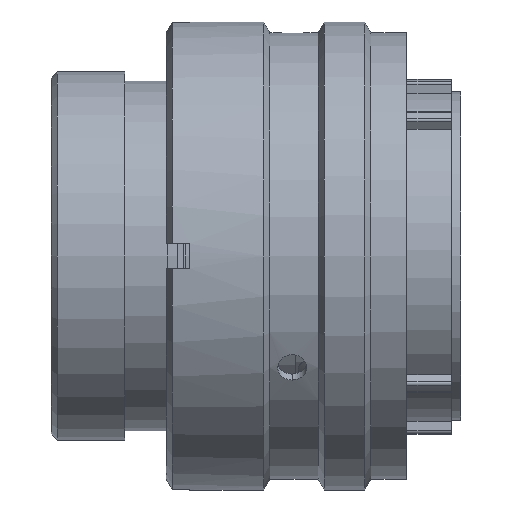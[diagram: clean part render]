
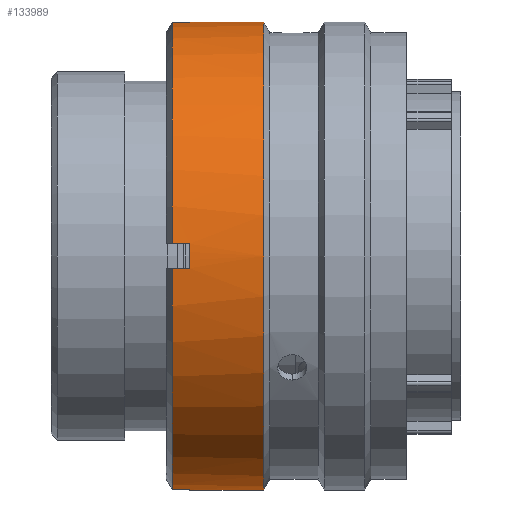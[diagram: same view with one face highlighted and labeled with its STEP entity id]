
A CAD part, front view. The second image highlights one B-rep face of the part: STEP entity #133989.
In plain terms, the highlighted cylindrical face has radius 19.05 mm (diameter 38.1 mm), a partial arc.
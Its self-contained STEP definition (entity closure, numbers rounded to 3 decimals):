
#1591 = DIRECTION ( 'NONE',  ( 1., 0., 0. ) ) ;
#3135 = LINE ( 'NONE', #4211, #9793 ) ;
#3881 = CIRCLE ( 'NONE', #48095, 19.05 ) ;
#4211 = CARTESIAN_POINT ( 'NONE',  ( 28.928, -19.024, -1. ) ) ;
#4979 = CARTESIAN_POINT ( 'NONE',  ( 9.878, 0., 0. ) ) ;
#8690 = DIRECTION ( 'NONE',  ( 1., 0., 0. ) ) ;
#9100 = ORIENTED_EDGE ( 'NONE', *, *, #109695, .T. ) ;
#9793 = VECTOR ( 'NONE', #119833, 1000. ) ;
#11145 = AXIS2_PLACEMENT_3D ( 'NONE', #73029, #115576, #20604 ) ;
#14132 = CARTESIAN_POINT ( 'NONE',  ( 9.878, -19.024, 1. ) ) ;
#16006 = CARTESIAN_POINT ( 'NONE',  ( 28.928, -19.024, 1. ) ) ;
#18477 = VERTEX_POINT ( 'NONE', #134445 ) ;
#20151 = CIRCLE ( 'NONE', #11145, 19.05 ) ;
#20576 = CARTESIAN_POINT ( 'NONE',  ( 9.878, -1., -19.024 ) ) ;
#20604 = DIRECTION ( 'NONE',  ( 0., 0., 1. ) ) ;
#21108 = DIRECTION ( 'NONE',  ( 0., 0., 1. ) ) ;
#23638 = CARTESIAN_POINT ( 'NONE',  ( 17.298, 0., 19.05 ) ) ;
#23981 = ORIENTED_EDGE ( 'NONE', *, *, #72123, .T. ) ;
#25427 = VERTEX_POINT ( 'NONE', #20576 ) ;
#27748 = VECTOR ( 'NONE', #128762, 1000. ) ;
#29832 = CARTESIAN_POINT ( 'NONE',  ( 11.278, -1., -19.024 ) ) ;
#34147 = EDGE_CURVE ( 'NONE', #43106, #128215, #38486, .T. ) ;
#34484 = ORIENTED_EDGE ( 'NONE', *, *, #95056, .T. ) ;
#38486 = LINE ( 'NONE', #94109, #96272 ) ;
#40953 = LINE ( 'NONE', #54013, #27748 ) ;
#43106 = VERTEX_POINT ( 'NONE', #73970 ) ;
#46523 = CARTESIAN_POINT ( 'NONE',  ( 9.878, -1., 19.024 ) ) ;
#48095 = AXIS2_PLACEMENT_3D ( 'NONE', #4979, #58243, #109967 ) ;
#49522 = CARTESIAN_POINT ( 'NONE',  ( 11.278, 0., 0. ) ) ;
#49581 = EDGE_CURVE ( 'NONE', #63750, #55903, #40953, .T. ) ;
#49754 = ORIENTED_EDGE ( 'NONE', *, *, #62473, .F. ) ;
#52256 = VERTEX_POINT ( 'NONE', #23638 ) ;
#54013 = CARTESIAN_POINT ( 'NONE',  ( 28.928, 0., -19.05 ) ) ;
#55903 = VERTEX_POINT ( 'NONE', #119901 ) ;
#56005 = DIRECTION ( 'NONE',  ( 1., 0., 0. ) ) ;
#56395 = AXIS2_PLACEMENT_3D ( 'NONE', #90230, #70320, #121166 ) ;
#58243 = DIRECTION ( 'NONE',  ( 1., 0., 0. ) ) ;
#58913 = LINE ( 'NONE', #76210, #90170 ) ;
#60883 = VERTEX_POINT ( 'NONE', #14132 ) ;
#62094 = ORIENTED_EDGE ( 'NONE', *, *, #34147, .T. ) ;
#62473 = EDGE_CURVE ( 'NONE', #52256, #55903, #122638, .T. ) ;
#62662 = ORIENTED_EDGE ( 'NONE', *, *, #88226, .T. ) ;
#63750 = VERTEX_POINT ( 'NONE', #106978 ) ;
#66013 = AXIS2_PLACEMENT_3D ( 'NONE', #136780, #8690, #103510 ) ;
#66616 = CIRCLE ( 'NONE', #132072, 19.05 ) ;
#69334 = VERTEX_POINT ( 'NONE', #84628 ) ;
#70320 = DIRECTION ( 'NONE',  ( 1., 0., 0. ) ) ;
#71754 = CARTESIAN_POINT ( 'NONE',  ( 17.298, 0., 0. ) ) ;
#72123 = EDGE_CURVE ( 'NONE', #120132, #43106, #66616, .T. ) ;
#73029 = CARTESIAN_POINT ( 'NONE',  ( 11.278, 0., 0. ) ) ;
#73137 = FACE_OUTER_BOUND ( 'NONE', #83023, .T. ) ;
#73970 = CARTESIAN_POINT ( 'NONE',  ( 11.278, -1., 19.024 ) ) ;
#76210 = CARTESIAN_POINT ( 'NONE',  ( 28.928, 0., 19.05 ) ) ;
#78031 = CIRCLE ( 'NONE', #101040, 19.05 ) ;
#80034 = CIRCLE ( 'NONE', #56395, 19.05 ) ;
#82412 = DIRECTION ( 'NONE',  ( 1., 0., 0. ) ) ;
#83023 = EDGE_LOOP ( 'NONE', ( #108978, #23981, #62094, #91867, #34484, #84637, #92933, #109688, #9100, #62662, #89092, #49754 ) ) ;
#84205 = CARTESIAN_POINT ( 'NONE',  ( 11.278, 0., 0. ) ) ;
#84412 = EDGE_CURVE ( 'NONE', #128215, #60883, #80034, .T. ) ;
#84628 = CARTESIAN_POINT ( 'NONE',  ( 11.278, -19.024, -1. ) ) ;
#84637 = ORIENTED_EDGE ( 'NONE', *, *, #111555, .T. ) ;
#84697 = CYLINDRICAL_SURFACE ( 'NONE', #66013, 19.05 ) ;
#86504 = VERTEX_POINT ( 'NONE', #29832 ) ;
#86807 = EDGE_CURVE ( 'NONE', #120132, #52256, #58913, .T. ) ;
#86836 = DIRECTION ( 'NONE',  ( 1., 0., 0. ) ) ;
#88226 = EDGE_CURVE ( 'NONE', #86504, #63750, #78031, .T. ) ;
#88478 = EDGE_CURVE ( 'NONE', #129560, #25427, #3881, .T. ) ;
#89092 = ORIENTED_EDGE ( 'NONE', *, *, #49581, .T. ) ;
#89643 = DIRECTION ( 'NONE',  ( 1., 0., 0. ) ) ;
#90170 = VECTOR ( 'NONE', #86836, 1000. ) ;
#90230 = CARTESIAN_POINT ( 'NONE',  ( 9.878, 0., 0. ) ) ;
#91266 = EDGE_CURVE ( 'NONE', #69334, #129560, #3135, .T. ) ;
#91867 = ORIENTED_EDGE ( 'NONE', *, *, #84412, .T. ) ;
#92933 = ORIENTED_EDGE ( 'NONE', *, *, #91266, .T. ) ;
#93062 = DIRECTION ( 'NONE',  ( 0., 0., -1. ) ) ;
#94109 = CARTESIAN_POINT ( 'NONE',  ( 28.928, -1., 19.024 ) ) ;
#94376 = DIRECTION ( 'NONE',  ( 1., 0., 0. ) ) ;
#95056 = EDGE_CURVE ( 'NONE', #60883, #18477, #112807, .T. ) ;
#96272 = VECTOR ( 'NONE', #105138, 1000. ) ;
#101040 = AXIS2_PLACEMENT_3D ( 'NONE', #84205, #94376, #21108 ) ;
#103510 = DIRECTION ( 'NONE',  ( 0., 0., -1. ) ) ;
#105138 = DIRECTION ( 'NONE',  ( -1., 0., 0. ) ) ;
#106978 = CARTESIAN_POINT ( 'NONE',  ( 11.278, 0., -19.05 ) ) ;
#107018 = CARTESIAN_POINT ( 'NONE',  ( 11.278, 0., 19.05 ) ) ;
#108978 = ORIENTED_EDGE ( 'NONE', *, *, #86807, .F. ) ;
#109688 = ORIENTED_EDGE ( 'NONE', *, *, #88478, .T. ) ;
#109695 = EDGE_CURVE ( 'NONE', #25427, #86504, #136616, .T. ) ;
#109967 = DIRECTION ( 'NONE',  ( 0., 0., -1. ) ) ;
#111555 = EDGE_CURVE ( 'NONE', #18477, #69334, #20151, .T. ) ;
#112225 = DIRECTION ( 'NONE',  ( 0., 0., 1. ) ) ;
#112807 = LINE ( 'NONE', #16006, #114550 ) ;
#113637 = CARTESIAN_POINT ( 'NONE',  ( 9.878, -19.024, -1. ) ) ;
#113986 = AXIS2_PLACEMENT_3D ( 'NONE', #71754, #82412, #93062 ) ;
#114550 = VECTOR ( 'NONE', #56005, 1000. ) ;
#115576 = DIRECTION ( 'NONE',  ( 1., 0., 0. ) ) ;
#116794 = CARTESIAN_POINT ( 'NONE',  ( 28.928, -1., -19.024 ) ) ;
#119833 = DIRECTION ( 'NONE',  ( -1., 0., 0. ) ) ;
#119901 = CARTESIAN_POINT ( 'NONE',  ( 17.298, 0., -19.05 ) ) ;
#120132 = VERTEX_POINT ( 'NONE', #107018 ) ;
#121166 = DIRECTION ( 'NONE',  ( 0., 0., -1. ) ) ;
#122638 = CIRCLE ( 'NONE', #113986, 19.05 ) ;
#126552 = VECTOR ( 'NONE', #1591, 1000. ) ;
#128215 = VERTEX_POINT ( 'NONE', #46523 ) ;
#128762 = DIRECTION ( 'NONE',  ( 1., 0., 0. ) ) ;
#129560 = VERTEX_POINT ( 'NONE', #113637 ) ;
#132072 = AXIS2_PLACEMENT_3D ( 'NONE', #49522, #89643, #112225 ) ;
#133989 = ADVANCED_FACE ( 'NONE', ( #73137 ), #84697, .T. ) ;
#134445 = CARTESIAN_POINT ( 'NONE',  ( 11.278, -19.024, 1. ) ) ;
#136616 = LINE ( 'NONE', #116794, #126552 ) ;
#136780 = CARTESIAN_POINT ( 'NONE',  ( 28.928, 0., 0. ) ) ;
